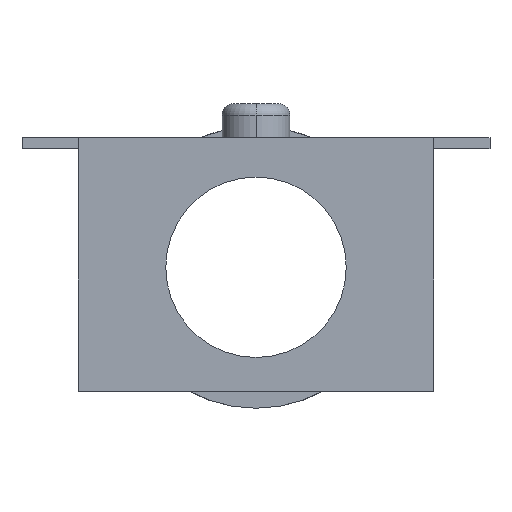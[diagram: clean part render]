
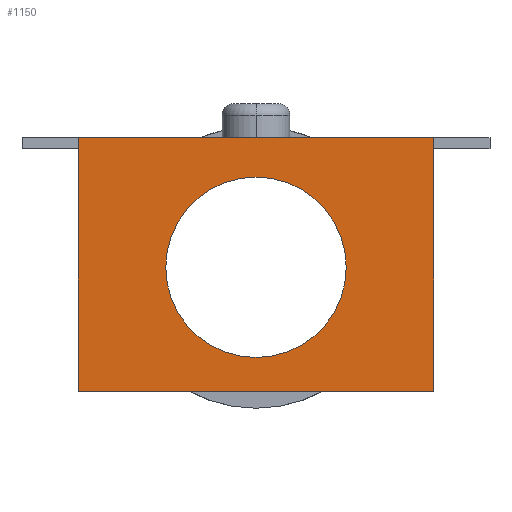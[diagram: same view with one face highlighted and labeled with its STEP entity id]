
A CAD part, front view. The second image highlights one B-rep face of the part: STEP entity #1150.
In plain terms, the highlighted planar face has unit normal (0, -1, 0).
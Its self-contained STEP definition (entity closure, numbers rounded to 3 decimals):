
#1=CARTESIAN_POINT('',(0.,0.,0.));
#2=DIRECTION('',(0.,-1.,0.));
#3=DIRECTION('',(-1.,0.,0.));
#4=AXIS2_PLACEMENT_3D('',#1,#2,#3);
#6=CARTESIAN_POINT('',(0.,0.,0.));
#7=DIRECTION('',(0.,-1.,0.));
#8=DIRECTION('',(1.,0.,0.));
#9=AXIS2_PLACEMENT_3D('',#6,#7,#8);
#11=DIRECTION('',(0.,0.,1.));
#12=VECTOR('',#11,4.5);
#13=CARTESIAN_POINT('',(-3.15,0.,-2.2));
#14=LINE('',#13,#12);
#109=DIRECTION('',(1.,0.,0.));
#110=VECTOR('',#109,6.3);
#111=CARTESIAN_POINT('',(-3.15,0.,2.3));
#112=LINE('',#111,#110);
#355=DIRECTION('',(-1.,0.,0.));
#356=VECTOR('',#355,6.3);
#357=CARTESIAN_POINT('',(3.15,0.,-2.2));
#358=LINE('',#357,#356);
#384=DIRECTION('',(0.,0.,-1.));
#385=VECTOR('',#384,4.5);
#386=CARTESIAN_POINT('',(3.15,0.,2.3));
#387=LINE('',#386,#385);
#865=CARTESIAN_POINT('',(-3.15,0.,-2.2));
#866=CARTESIAN_POINT('',(-3.15,0.,2.3));
#867=VERTEX_POINT('',#865);
#868=VERTEX_POINT('',#866);
#869=CARTESIAN_POINT('',(3.15,0.,-2.2));
#870=VERTEX_POINT('',#869);
#871=CARTESIAN_POINT('',(3.15,0.,2.3));
#872=VERTEX_POINT('',#871);
#873=CARTESIAN_POINT('',(-1.6,0.,0.));
#874=CARTESIAN_POINT('',(1.6,0.,0.));
#875=VERTEX_POINT('',#873);
#876=VERTEX_POINT('',#874);
#1129=CARTESIAN_POINT('',(0.,0.,0.05));
#1130=DIRECTION('',(0.,1.,0.));
#1131=DIRECTION('',(1.,0.,0.));
#1132=AXIS2_PLACEMENT_3D('',#1129,#1130,#1131);
#1133=PLANE('',#1132);
#1135=ORIENTED_EDGE('',*,*,#1134,.T.);
#1137=ORIENTED_EDGE('',*,*,#1136,.T.);
#1139=ORIENTED_EDGE('',*,*,#1138,.T.);
#1141=ORIENTED_EDGE('',*,*,#1140,.T.);
#1142=EDGE_LOOP('',(#1135,#1137,#1139,#1141));
#1143=FACE_OUTER_BOUND('',#1142,.F.);
#1145=ORIENTED_EDGE('',*,*,#1144,.T.);
#1147=ORIENTED_EDGE('',*,*,#1146,.T.);
#1148=EDGE_LOOP('',(#1145,#1147));
#1149=FACE_BOUND('',#1148,.F.);
#5=CIRCLE('',#4,1.6);
#10=CIRCLE('',#9,1.6);
#1134=EDGE_CURVE('',#867,#868,#14,.T.);
#1136=EDGE_CURVE('',#868,#872,#112,.T.);
#1138=EDGE_CURVE('',#872,#870,#387,.T.);
#1140=EDGE_CURVE('',#870,#867,#358,.T.);
#1144=EDGE_CURVE('',#875,#876,#5,.T.);
#1146=EDGE_CURVE('',#876,#875,#10,.T.);
#1150=ADVANCED_FACE('',(#1143,#1149),#1133,.F.);
